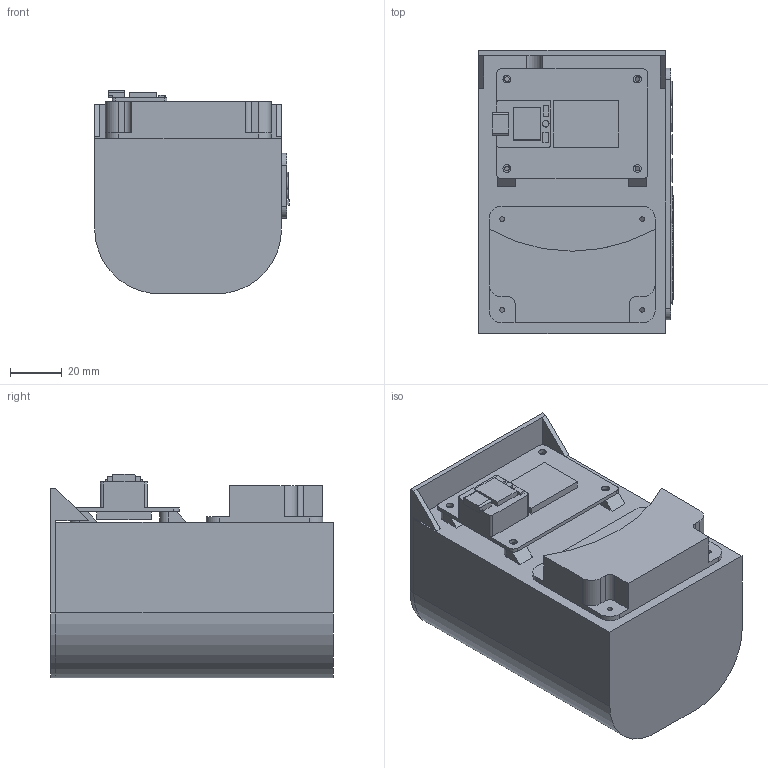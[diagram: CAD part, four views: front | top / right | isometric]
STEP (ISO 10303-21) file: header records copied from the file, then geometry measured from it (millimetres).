
FILE_DESCRIPTION(/* description */ (''),/* implementation_level */ '2;1');
FILE_NAME(/* name */ 'OVERENGINEERED PEN STAND 03 v4 v3.step',/* time_stamp */ '2024-06-16T22:52:38+05:30',/* author */ (''),/* organization */ (''),/* preprocessor_version */ 'ST-DEVELOPER v20',/* originating_system */ 'Autodesk Translation Framework v13.14.0.145',/* authorisation */ '');
FILE_SCHEMA (('AUTOMOTIVE_DESIGN { 1 0 10303 214 3 1 1 }'));
Length unit declared in the file: millimetre
Products named in the file (7): OVERENGINEERED PEN STAND 03 v4; CIRCUIT; TOP; BASE; Component5; NAMETAG; Component13
Assembly tree (6 placements, depth 2):
  OVERENGINEERED PEN STAND 03 v4
    CIRCUIT
    TOP
    BASE
    Component5
    NAMETAG
    Component13
Bounding box: 75 x 108.94 x 78.5 mm (x, y, z)
Volume: 111239.3 mm3; surface area: 106766.6 mm2
Topology: 6 solids, 6 shells, 480 faces, 1306 edges, 870 vertices
Faces by surface type: plane 311, bspline 84, cylinder 83, torus 2
Full cylindrical faces by diameter (mm): 1.8 x19, 2.5 x5, 2.8 x3, 3 x4, 19 x1
Entity records: 16161 total; most frequent: CARTESIAN_POINT 4097, ORIENTED_EDGE 2612, DIRECTION 2130, EDGE_CURVE 1306, LINE 964, VECTOR 964, VERTEX_POINT 870, AXIS2_PLACEMENT_3D 583
